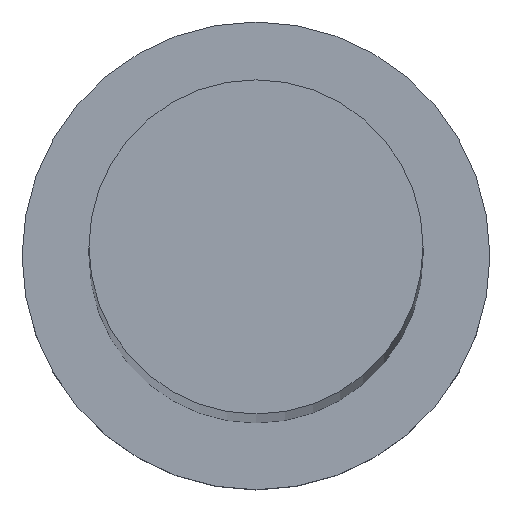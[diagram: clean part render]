
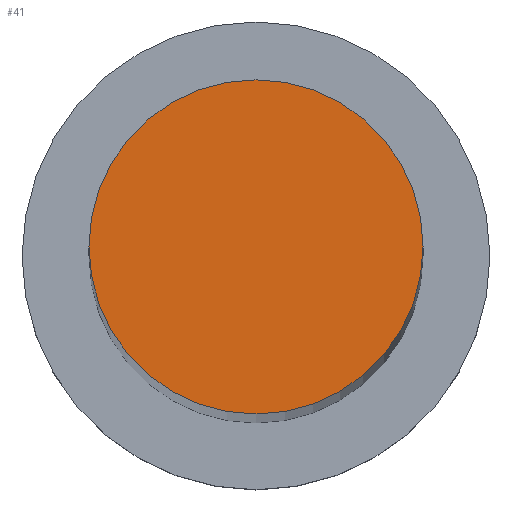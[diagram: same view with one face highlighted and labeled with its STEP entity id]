
A CAD part, top view. The second image highlights one B-rep face of the part: STEP entity #41.
In plain terms, the highlighted planar face has unit normal (0, 0, 1).
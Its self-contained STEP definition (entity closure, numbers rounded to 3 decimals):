
#5 = CARTESIAN_POINT ( 'NONE',  ( 10., 0., 315. ) ) ;
#25 = VERTEX_POINT ( 'NONE', #5 ) ;
#30 = DIRECTION ( 'NONE',  ( 0., 0., 1. ) ) ;
#37 = ORIENTED_EDGE ( 'NONE', *, *, #91, .T. ) ;
#41 = ADVANCED_FACE ( 'NONE', ( #134 ), #80, .T. ) ;
#45 = EDGE_CURVE ( 'NONE', #133, #25, #147, .T. ) ;
#64 = DIRECTION ( 'NONE',  ( 1., 0., 0. ) ) ;
#80 = PLANE ( 'NONE',  #153 ) ;
#84 = AXIS2_PLACEMENT_3D ( 'NONE', #152, #227, #64 ) ;
#88 = CARTESIAN_POINT ( 'NONE',  ( -10., 0., 315. ) ) ;
#91 = EDGE_CURVE ( 'NONE', #25, #133, #216, .T. ) ;
#93 = AXIS2_PLACEMENT_3D ( 'NONE', #159, #30, #217 ) ;
#133 = VERTEX_POINT ( 'NONE', #88 ) ;
#134 = FACE_OUTER_BOUND ( 'NONE', #176, .T. ) ;
#135 = DIRECTION ( 'NONE',  ( 0., 0., 1. ) ) ;
#147 = CIRCLE ( 'NONE', #84, 10. ) ;
#150 = DIRECTION ( 'NONE',  ( 1., 0., 0. ) ) ;
#152 = CARTESIAN_POINT ( 'NONE',  ( 0., 0., 315. ) ) ;
#153 = AXIS2_PLACEMENT_3D ( 'NONE', #208, #135, #150 ) ;
#159 = CARTESIAN_POINT ( 'NONE',  ( 0., 0., 315. ) ) ;
#176 = EDGE_LOOP ( 'NONE', ( #207, #37 ) ) ;
#207 = ORIENTED_EDGE ( 'NONE', *, *, #45, .T. ) ;
#208 = CARTESIAN_POINT ( 'NONE',  ( 0., 0., 315. ) ) ;
#216 = CIRCLE ( 'NONE', #93, 10. ) ;
#217 = DIRECTION ( 'NONE',  ( 1., 0., 0. ) ) ;
#227 = DIRECTION ( 'NONE',  ( 0., 0., 1. ) ) ;
